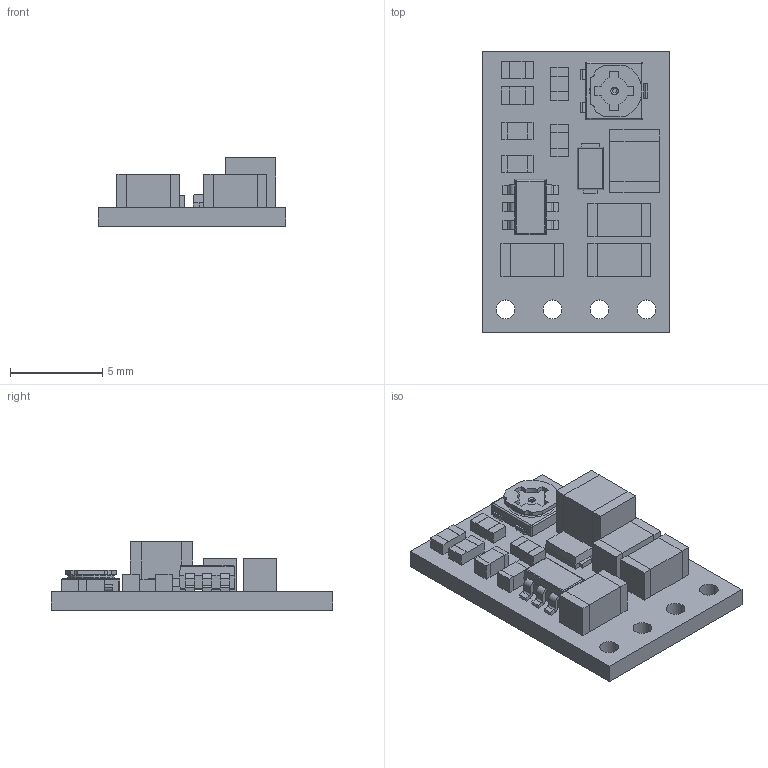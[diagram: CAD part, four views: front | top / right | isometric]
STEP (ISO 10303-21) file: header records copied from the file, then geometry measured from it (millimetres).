
FILE_DESCRIPTION (( 'STEP AP214' ), '1' );
FILE_NAME ('reg04a02_step.step', '2018-08-22T21:19:10', ( '' ), ( '' ), 'SwSTEP 2.0', 'SolidWorks 2016', '' );
FILE_SCHEMA (( 'AUTOMOTIVE_DESIGN' ));
Length unit declared in the file: millimetre
Products named in the file (1): reg04a02_step
Bounding box: 10.16 x 15.24 x 3.71 mm (x, y, z)
Volume: 237.1 mm3; surface area: 540 mm2
Topology: 1 solids, 1 shells, 667 faces, 1792 edges, 1172 vertices
Faces by surface type: plane 449, bspline 152, cylinder 59, sphere 4, torus 3
Full cylindrical faces by diameter (mm): 0.25 x1, 1.016 x4, 2.5 x1
Entity records: 33278 total; most frequent: CARTESIAN_POINT 10315, ORIENTED_EDGE 3556, DIRECTION 2553, EDGE_CURVE 1778, LINE 1311, VECTOR 1311, VERTEX_POINT 1171, EDGE_LOOP 747
